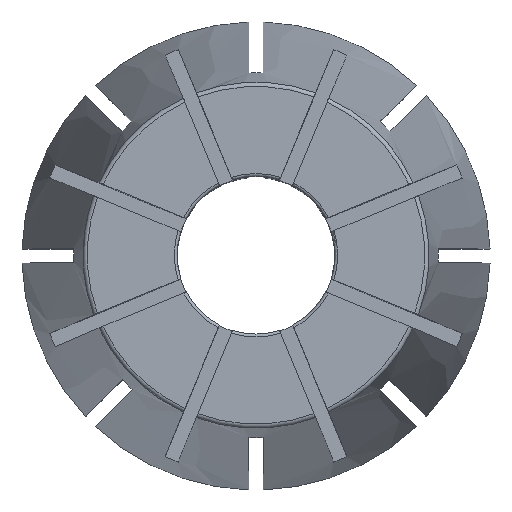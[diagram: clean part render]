
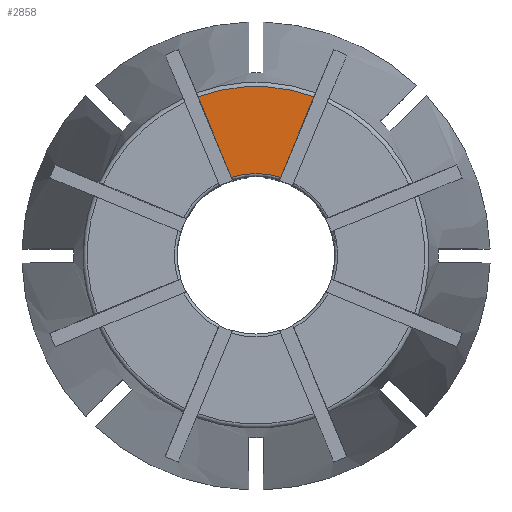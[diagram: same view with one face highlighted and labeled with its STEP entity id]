
A CAD part, top view. The second image highlights one B-rep face of the part: STEP entity #2858.
In plain terms, the highlighted planar face has unit normal (0, 0, 1).
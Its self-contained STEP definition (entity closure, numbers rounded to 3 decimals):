
#239=LINE('',#4202,#399);
#357=LINE('',#5169,#517);
#399=VECTOR('',#3316,1000.);
#517=VECTOR('',#3818,1000.);
#1010=ORIENTED_EDGE('',*,*,#1817,.T.);
#1011=ORIENTED_EDGE('',*,*,#1492,.T.);
#1012=ORIENTED_EDGE('',*,*,#1703,.F.);
#1013=ORIENTED_EDGE('',*,*,#1819,.F.);
#1492=EDGE_CURVE('',#1944,#1943,#239,.T.);
#1703=EDGE_CURVE('',#2112,#1943,#2296,.T.);
#1817=EDGE_CURVE('',#2189,#1944,#2337,.T.);
#1819=EDGE_CURVE('',#2189,#2112,#357,.T.);
#1943=VERTEX_POINT('',#4201);
#1944=VERTEX_POINT('',#4203);
#2112=VERTEX_POINT('',#4831);
#2189=VERTEX_POINT('',#5163);
#2296=CIRCLE('',#3077,5.757);
#2337=CIRCLE('',#3148,11.897);
#2466=EDGE_LOOP('',(#1010,#1011,#1012,#1013));
#2622=FACE_BOUND('',#2466,.T.);
#2742=PLANE('',#3149);
#2858=ADVANCED_FACE('',(#2622),#2742,.T.);
#3077=AXIS2_PLACEMENT_3D('',#4830,#3631,#3632);
#3148=AXIS2_PLACEMENT_3D('',#5162,#3814,#3815);
#3149=AXIS2_PLACEMENT_3D('',#5168,#3816,#3817);
#3316=DIRECTION('',(0.383,-0.924,0.));
#3631=DIRECTION('',(0.,0.,1.));
#3632=DIRECTION('',(1.,0.,0.));
#3814=DIRECTION('',(0.,0.,1.));
#3815=DIRECTION('',(1.,0.,0.));
#3816=DIRECTION('',(0.,0.,1.));
#3817=DIRECTION('',(1.,0.,0.));
#3818=DIRECTION('',(-0.383,-0.924,0.));
#4201=CARTESIAN_POINT('',(-1.733,5.49,30.9));
#4202=CARTESIAN_POINT('',(0.462,0.191,30.9));
#4203=CARTESIAN_POINT('',(-4.087,11.173,30.9));
#4830=CARTESIAN_POINT('',(0.,0.,30.9));
#4831=CARTESIAN_POINT('',(1.733,5.49,30.9));
#5162=CARTESIAN_POINT('',(0.,0.,30.9));
#5163=CARTESIAN_POINT('',(4.087,11.173,30.9));
#5168=CARTESIAN_POINT('',(0.,0.,30.9));
#5169=CARTESIAN_POINT('',(-0.462,0.191,30.9));
